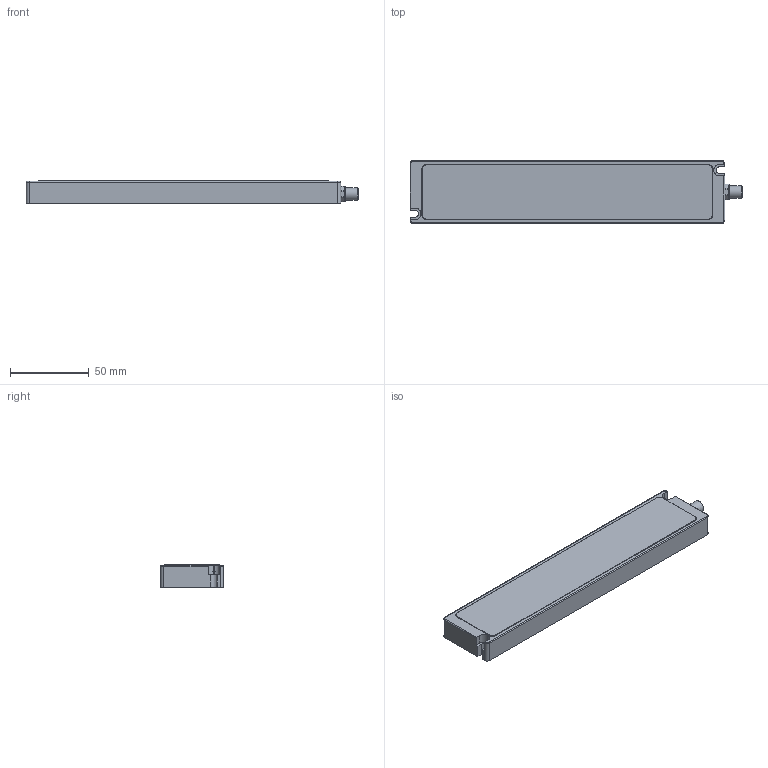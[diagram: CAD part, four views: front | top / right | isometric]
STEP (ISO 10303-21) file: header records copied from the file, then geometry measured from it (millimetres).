
FILE_DESCRIPTION(/* description */ ('Alibre Inc.'),/* implementation_level */ '2;1');
FILE_NAME(/* name */ 'export0',/* time_stamp */ '2016-11-15T09:24:38+01:00',/* author */ (''),/* organization */ (''),/* preprocessor_version */ 'ST-DEVELOPER v14',/* originating_system */ 'Alibre',/* authorisation */ '');
FILE_SCHEMA (('AUTOMOTIVE_DESIGN'));
Length unit declared in the file: centimetre
Bounding box: 211 x 40 x 14.3 mm (x, y, z)
Volume: 67209.6 mm3; surface area: 40003.1 mm2
Topology: 2 solids, 2 shells, 128 faces, 313 edges, 195 vertices
Faces by surface type: cylinder 57, plane 54, sphere 12, torus 4, cone 1
Full cylindrical faces by diameter (mm): 1 x4, 2.459 x4, 6 x1, 6.917 x1, 7.8 x1
Entity records: 3511 total; most frequent: DIRECTION 596, CARTESIAN_POINT 592, ORIENTED_EDGE 568, EDGE_CURVE 284, AXIS2_PLACEMENT_3D 245, VERTEX_POINT 186, VECTOR 161, LINE 161
